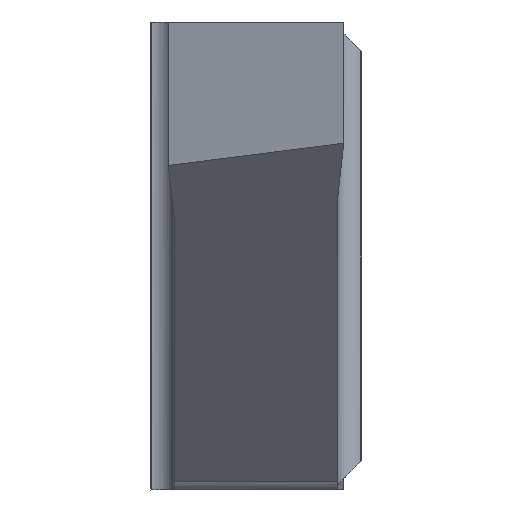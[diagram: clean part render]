
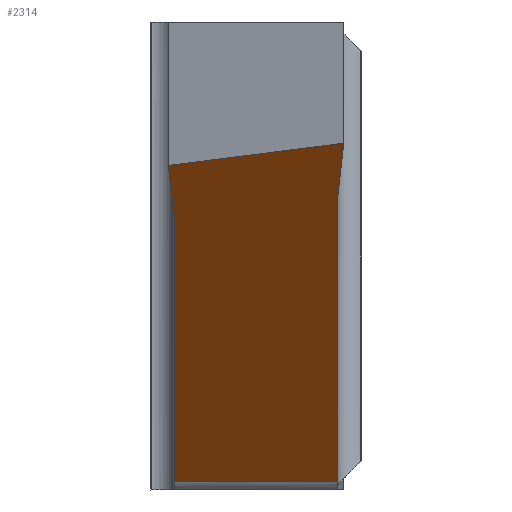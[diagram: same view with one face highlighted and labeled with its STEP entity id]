
A CAD part, front view. The second image highlights one B-rep face of the part: STEP entity #2314.
In plain terms, the highlighted planar face has unit normal (0, -0.427, -0.904).
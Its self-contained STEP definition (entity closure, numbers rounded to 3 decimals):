
#678=CARTESIAN_POINT('',(3.194,12.223,-7.85));
#679=VERTEX_POINT('',#678);
#690=CARTESIAN_POINT('',(3.194,2.028,-3.031));
#691=DIRECTION('',(0.,0.904,-0.427));
#692=VECTOR('',#691,11.276);
#693=LINE('',#690,#692);
#694=CARTESIAN_POINT('',(3.194,2.028,-3.031));
#695=VERTEX_POINT('',#694);
#696=EDGE_CURVE('',#695,#679,#693,.T.);
#1978=CARTESIAN_POINT('',(0.406,2.775,-3.384));
#1979=VERTEX_POINT('',#1978);
#1990=CARTESIAN_POINT('',(0.406,12.223,-7.85));
#1991=DIRECTION('',(0.,-0.904,0.427));
#1992=VECTOR('',#1991,10.45);
#1993=LINE('',#1990,#1992);
#1994=CARTESIAN_POINT('',(0.406,12.223,-7.85));
#1995=VERTEX_POINT('',#1994);
#1996=EDGE_CURVE('',#1995,#1979,#1993,.T.);
#2072=CARTESIAN_POINT('',(0.3,0.804,-2.452));
#2073=VERTEX_POINT('',#2072);
#2084=CARTESIAN_POINT('',(0.406,2.775,-3.384));
#2085=DIRECTION('',(-0.049,-0.903,0.427));
#2086=VECTOR('',#2085,2.183);
#2087=LINE('',#2084,#2086);
#2088=EDGE_CURVE('',#1979,#2073,#2087,.T.);
#2136=CARTESIAN_POINT('',(3.3,0.,-2.072));
#2137=VERTEX_POINT('',#2136);
#2148=CARTESIAN_POINT('',(0.3,0.804,-2.452));
#2149=DIRECTION('',(0.959,-0.257,0.121));
#2150=VECTOR('',#2149,3.129);
#2151=LINE('',#2148,#2150);
#2152=EDGE_CURVE('',#2073,#2137,#2151,.T.);
#2205=CARTESIAN_POINT('',(3.3,0.,-2.072));
#2206=DIRECTION('',(-0.047,0.903,-0.427));
#2207=VECTOR('',#2206,2.246);
#2208=LINE('',#2205,#2207);
#2209=EDGE_CURVE('',#2137,#695,#2208,.T.);
#2248=CARTESIAN_POINT('',(1.25,5.638,-4.737));
#2249=DIRECTION('',(0.,0.427,0.904));
#2250=DIRECTION('',(0.,-0.386,0.183));
#2251=AXIS2_PLACEMENT_3D('',#2248,#2249,#2250);
#2252=PLANE('',#2251);
#2253=ORIENTED_EDGE('Edge 1198',*,*,#1996,.F.);
#2262=ORIENTED_EDGE('Edge 129',*,*,#2088,.F.);
#2271=ORIENTED_EDGE('Edge 134',*,*,#2152,.F.);
#2280=ORIENTED_EDGE('Edge 139',*,*,#2209,.F.);
#2289=ORIENTED_EDGE('Edge 1289',*,*,#696,.F.);
#2298=CARTESIAN_POINT('',(0.406,12.223,-7.85));
#2299=DIRECTION('',(1.,0.,0.));
#2300=VECTOR('',#2299,2.787);
#2301=LINE('',#2298,#2300);
#2302=EDGE_CURVE('',#1995,#679,#2301,.T.);
#2303=ORIENTED_EDGE('Edge 149',*,*,#2302,.T.);
#2312=EDGE_LOOP('',(#2303,#2289,#2280,#2271,#2262,#2253));
#2313=FACE_OUTER_BOUND('Loop 150',#2312,.T.);
#2314=ADVANCED_FACE('Face 151',(#2313),#2252,.F.);
